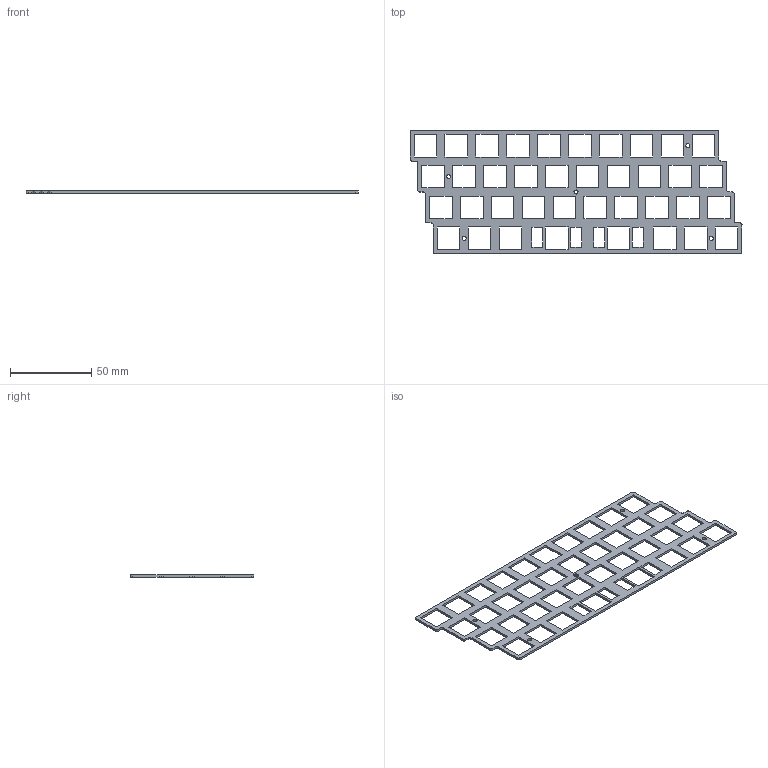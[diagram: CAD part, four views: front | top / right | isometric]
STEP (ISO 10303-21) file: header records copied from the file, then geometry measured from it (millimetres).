
FILE_DESCRIPTION(('HOOPS Exchange Step'),'2;1');
FILE_NAME('temp_export','2024-06-04T19:11:35-04:00',('jscotto'),('Shapr3D Limited'),'HOOPS Exchange 2024.2','Shapr3D','Authorized');
FILE_SCHEMA( ('AUTOMOTIVE_DESIGN { 1 0 10303 214 1 1 1 1 }') );
Length unit declared in the file: millimetre
Products named in the file (1): Plate
Bounding box: 204.79 x 76.2 x 1.4 mm (x, y, z)
Volume: 9394.2 mm3; surface area: 17442.5 mm2
Topology: 1 solids, 1 shells, 207 faces, 615 edges, 410 vertices
Faces by surface type: plane 186, cylinder 21
Full cylindrical faces by diameter (mm): 2.5 x5
Entity records: 7043 total; most frequent: CARTESIAN_POINT 1233, ORIENTED_EDGE 1230, DIRECTION 1073, EDGE_CURVE 615, VECTOR 573, LINE 573, VERTEX_POINT 410, EDGE_LOOP 301
